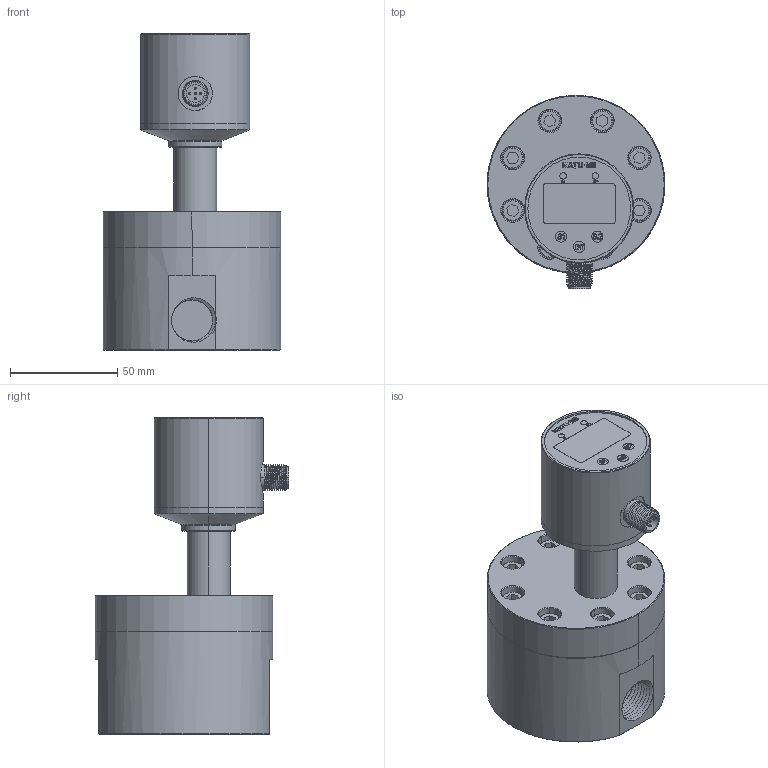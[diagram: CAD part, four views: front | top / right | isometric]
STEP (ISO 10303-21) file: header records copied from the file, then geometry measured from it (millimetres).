
FILE_DESCRIPTION (( 'STEP AP214' ), '1' );
FILE_NAME ('FM500-M10.STEP', '2021-08-05T06:00:28', ( '' ), ( '' ), 'SwSTEP 2.0', 'SolidWorks 2018', '' );
FILE_SCHEMA (( 'AUTOMOTIVE_DESIGN' ));
Length unit declared in the file: millimetre
Products named in the file (12): FM120-01ASM-3D_ASM.stp; FM500-01-GB3D.stp; FM500-M10.stp; M12X1-5_ASM.stp; FM500-M10; FS210-M12-5.stp; FM120-01ASM-01-03-3D.stp; FM120-ASM-01-3D_ASM.stp; FM120-01ASM-01-02-3D.stp; FM510-M10-G12K.stp; FM120-01ASM-01-01-3D.stp; HSHSM-5.stp
Assembly tree (11 placements, depth 5):
  FM500-M10
    FM500-M10.stp
      FM120-01ASM-3D_ASM.stp
        FM120-ASM-01-3D_ASM.stp
          FM120-01ASM-01-01-3D.stp
          FM120-01ASM-01-02-3D.stp
        M12X1-5_ASM.stp
          FS210-M12-5.stp
          HSHSM-5.stp
        FM120-01ASM-01-03-3D.stp
      FM500-01-GB3D.stp
      FM510-M10-G12K.stp
Bounding box: 83 x 90.4 x 148 mm (x, y, z)
Volume: 108073.9 mm3; surface area: 64016.9 mm2
Topology: 6 solids, 9 shells, 844 faces, 2213 edges, 1443 vertices
Faces by surface type: plane 548, cylinder 160, cone 64, bspline 30, torus 22, sphere 20
Entity records: 32950 total; most frequent: CARTESIAN_POINT 12066, ORIENTED_EDGE 4330, DIRECTION 4034, EDGE_CURVE 2169, LINE 1588, VECTOR 1588, VERTEX_POINT 1423, AXIS2_PLACEMENT_3D 1223
